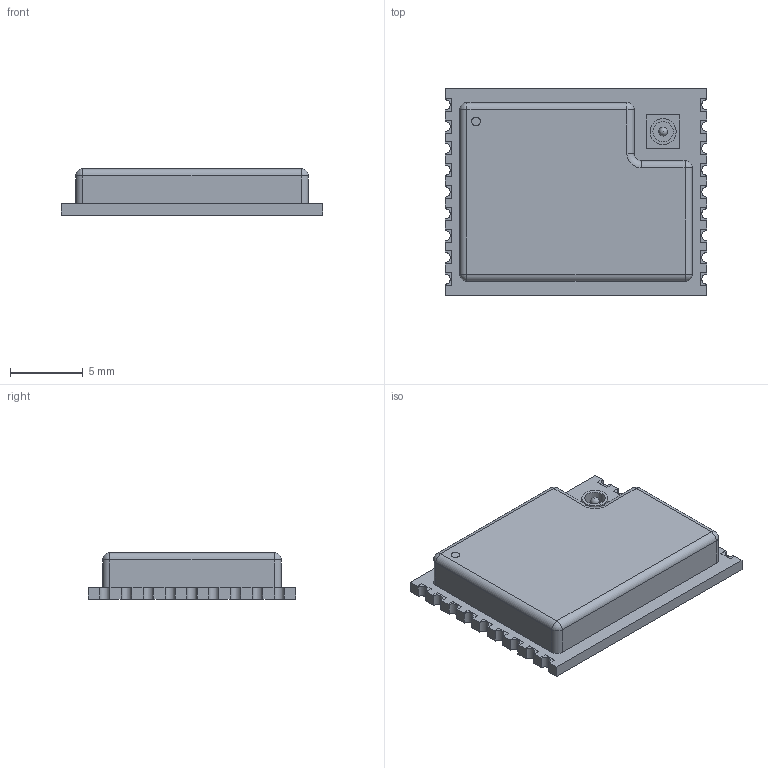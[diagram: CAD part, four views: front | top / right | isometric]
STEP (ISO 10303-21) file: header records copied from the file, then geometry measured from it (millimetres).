
FILE_DESCRIPTION(/* description */ (''),/* implementation_level */ '2;1');
FILE_NAME(/* name */ 'ESP32-C3-WROOM-02U-N4.step',/* time_stamp */ '2022-06-18T03:27:30-05:00',/* author */ (''),/* organization */ (''),/* preprocessor_version */ 'ST-DEVELOPER v19',/* originating_system */ 'Autodesk Translation Framework v11.7.0.108',/* authorisation */ '');
FILE_SCHEMA (('AUTOMOTIVE_DESIGN { 1 0 10303 214 3 1 1 }'));
Length unit declared in the file: millimetre
Products named in the file (4): 3D_PCB1_2022-06-18; U1; WIFI-SMD_L18.0-W14.3_ESP32-C3-WROOM-02U-N4; =>[0:1:1:5]
Assembly tree (3 placements, depth 4):
  3D_PCB1_2022-06-18
    U1
      WIFI-SMD_L18.0-W14.3_ESP32-C3-WROOM-02U-N4
        =>[0:1:1:5]
Bounding box: 18 x 14.3 x 3.21 mm (x, y, z)
Volume: 636.4 mm3; surface area: 699.6 mm2
Topology: 1 solids, 1 shells, 329 faces, 906 edges, 595 vertices
Faces by surface type: plane 274, cylinder 34, bspline 14, sphere 6, torus 1
Full cylindrical faces by diameter (mm): 0.6 x2, 1.4 x1, 1.8 x1
Entity records: 11167 total; most frequent: CARTESIAN_POINT 2629, ORIENTED_EDGE 1800, DIRECTION 1587, EDGE_CURVE 900, LINE 801, VECTOR 801, VERTEX_POINT 595, AXIS2_PLACEMENT_3D 393
